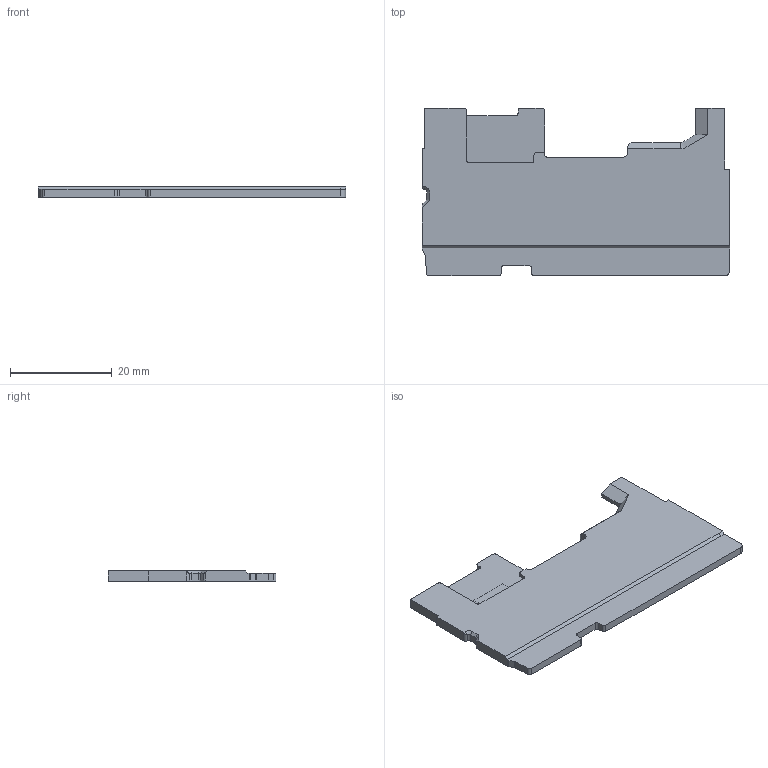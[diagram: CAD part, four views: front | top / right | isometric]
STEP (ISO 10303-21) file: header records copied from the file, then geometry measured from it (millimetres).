
FILE_DESCRIPTION (( 'STEP AP214' ), '1' );
FILE_NAME ('HackberryPi_CM5_9900_KeyboardSupport.STEP', '2025-05-13T20:01:12', ( '' ), ( '' ), 'SwSTEP 2.0', 'SolidWorks 2021', '' );
FILE_SCHEMA (( 'AUTOMOTIVE_DESIGN' ));
Length unit declared in the file: millimetre
Products named in the file (1): HackberryPi_CM5_9900_KeyboardSupport
Bounding box: 60.46 x 32.99 x 2 mm (x, y, z)
Volume: 2903.4 mm3; surface area: 3908.8 mm2
Topology: 1 solids, 1 shells, 100 faces, 273 edges, 179 vertices
Faces by surface type: plane 72, cylinder 25, cone 3
Entity records: 3170 total; most frequent: CARTESIAN_POINT 573, ORIENTED_EDGE 546, DIRECTION 516, EDGE_CURVE 273, LINE 220, VECTOR 220, VERTEX_POINT 179, AXIS2_PLACEMENT_3D 148
